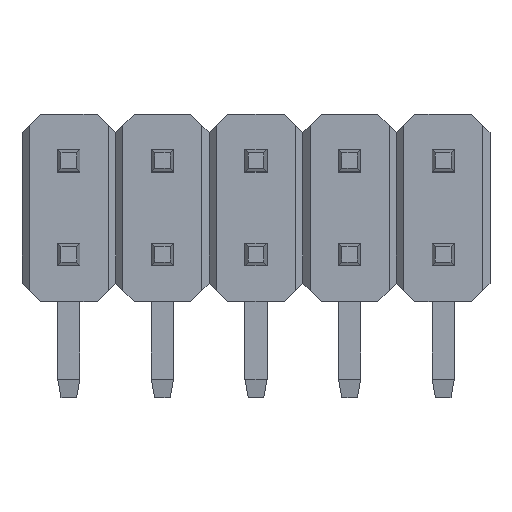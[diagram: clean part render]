
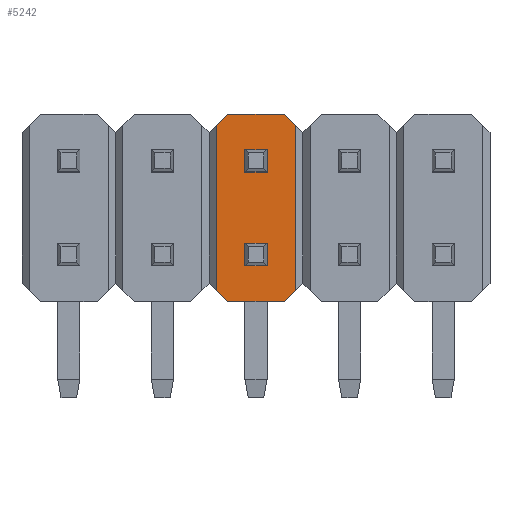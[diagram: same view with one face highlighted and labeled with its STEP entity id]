
A CAD part, top view. The second image highlights one B-rep face of the part: STEP entity #5242.
In plain terms, the highlighted planar face has unit normal (0, 0, 1).
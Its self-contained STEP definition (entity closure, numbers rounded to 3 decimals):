
#5174 = ORIENTED_EDGE ( 'NONE', *, *, #5316, .F. ) ;
#5175 = EDGE_LOOP ( 'NONE', ( #5317, #5321, #5324, #5327, #5344, #5256, #5259, #5262 ) ) ;
#5225 = EDGE_CURVE ( 'NONE', #5266, #5226, #9720, .T. ) ;
#5226 = VERTEX_POINT ( 'NONE', #9716 ) ;
#5227 = ORIENTED_EDGE ( 'NONE', *, *, #5228, .T. ) ;
#5228 = EDGE_CURVE ( 'NONE', #5266, #5229, #9715, .T. ) ;
#5229 = VERTEX_POINT ( 'NONE', #9711 ) ;
#5230 = ORIENTED_EDGE ( 'NONE', *, *, #5231, .F. ) ;
#5231 = EDGE_CURVE ( 'NONE', #5232, #5229, #9710, .T. ) ;
#5232 = VERTEX_POINT ( 'NONE', #9706 ) ;
#5233 = ORIENTED_EDGE ( 'NONE', *, *, #5234, .F. ) ;
#5234 = EDGE_CURVE ( 'NONE', #5226, #5232, #9770, .T. ) ;
#5242 = ADVANCED_FACE ( 'NONE', ( #9749, #9748, #9747 ), #9746, .F. ) ;
#5243 = EDGE_LOOP ( 'NONE', ( #5244, #5248, #5251, #5174 ) ) ;
#5244 = ORIENTED_EDGE ( 'NONE', *, *, #5245, .F. ) ;
#5245 = EDGE_CURVE ( 'NONE', #5246, #5247, #9744, .T. ) ;
#5246 = VERTEX_POINT ( 'NONE', #9736 ) ;
#5247 = VERTEX_POINT ( 'NONE', #9737 ) ;
#5248 = ORIENTED_EDGE ( 'NONE', *, *, #5249, .T. ) ;
#5249 = EDGE_CURVE ( 'NONE', #5246, #5250, #9801, .T. ) ;
#5250 = VERTEX_POINT ( 'NONE', #9797 ) ;
#5251 = ORIENTED_EDGE ( 'NONE', *, *, #5252, .F. ) ;
#5252 = EDGE_CURVE ( 'NONE', #5253, #5250, #9796, .T. ) ;
#5253 = VERTEX_POINT ( 'NONE', #9792 ) ;
#5254 = EDGE_CURVE ( 'NONE', #5329, #5255, #9791, .T. ) ;
#5255 = VERTEX_POINT ( 'NONE', #9787 ) ;
#5256 = ORIENTED_EDGE ( 'NONE', *, *, #5257, .T. ) ;
#5257 = EDGE_CURVE ( 'NONE', #5255, #5258, #9786, .T. ) ;
#5258 = VERTEX_POINT ( 'NONE', #9782 ) ;
#5259 = ORIENTED_EDGE ( 'NONE', *, *, #5260, .T. ) ;
#5260 = EDGE_CURVE ( 'NONE', #5258, #5261, #9781, .T. ) ;
#5261 = VERTEX_POINT ( 'NONE', #9777 ) ;
#5262 = ORIENTED_EDGE ( 'NONE', *, *, #5263, .T. ) ;
#5263 = EDGE_CURVE ( 'NONE', #5261, #5319, #9776, .T. ) ;
#5264 = EDGE_LOOP ( 'NONE', ( #5265, #5227, #5230, #5233 ) ) ;
#5265 = ORIENTED_EDGE ( 'NONE', *, *, #5225, .F. ) ;
#5266 = VERTEX_POINT ( 'NONE', #9772 ) ;
#5316 = EDGE_CURVE ( 'NONE', #5247, #5253, #9884, .T. ) ;
#5317 = ORIENTED_EDGE ( 'NONE', *, *, #5318, .T. ) ;
#5318 = EDGE_CURVE ( 'NONE', #5319, #5320, #9880, .T. ) ;
#5319 = VERTEX_POINT ( 'NONE', #9876 ) ;
#5320 = VERTEX_POINT ( 'NONE', #9875 ) ;
#5321 = ORIENTED_EDGE ( 'NONE', *, *, #5322, .T. ) ;
#5322 = EDGE_CURVE ( 'NONE', #5320, #5323, #9874, .T. ) ;
#5323 = VERTEX_POINT ( 'NONE', #9870 ) ;
#5324 = ORIENTED_EDGE ( 'NONE', *, *, #5325, .T. ) ;
#5325 = EDGE_CURVE ( 'NONE', #5323, #5326, #9869, .T. ) ;
#5326 = VERTEX_POINT ( 'NONE', #9865 ) ;
#5327 = ORIENTED_EDGE ( 'NONE', *, *, #5328, .T. ) ;
#5328 = EDGE_CURVE ( 'NONE', #5326, #5329, #9925, .T. ) ;
#5329 = VERTEX_POINT ( 'NONE', #9921 ) ;
#5344 = ORIENTED_EDGE ( 'NONE', *, *, #5254, .T. ) ;
#9706 = CARTESIAN_POINT ( 'NONE',  ( -5.38, 0.97, 6.54 ) ) ;
#9707 = DIRECTION ( 'NONE',  ( 1., 0., 0. ) ) ;
#9708 = VECTOR ( 'NONE', #9707, 1000. ) ;
#9709 = CARTESIAN_POINT ( 'NONE',  ( -3.81, 0.97, 6.54 ) ) ;
#9710 = LINE ( 'NONE', #9709, #9708 ) ;
#9711 = CARTESIAN_POINT ( 'NONE',  ( -4.78, 0.97, 6.54 ) ) ;
#9712 = DIRECTION ( 'NONE',  ( 0., -1., 0. ) ) ;
#9713 = VECTOR ( 'NONE', #9712, 1000. ) ;
#9714 = CARTESIAN_POINT ( 'NONE',  ( -4.78, 5.08, 6.54 ) ) ;
#9715 = LINE ( 'NONE', #9714, #9713 ) ;
#9716 = CARTESIAN_POINT ( 'NONE',  ( -5.38, 1.57, 6.54 ) ) ;
#9717 = DIRECTION ( 'NONE',  ( -1., 0., 0. ) ) ;
#9718 = VECTOR ( 'NONE', #9717, 1000. ) ;
#9719 = CARTESIAN_POINT ( 'NONE',  ( -3.81, 1.57, 6.54 ) ) ;
#9720 = LINE ( 'NONE', #9719, #9718 ) ;
#9736 = CARTESIAN_POINT ( 'NONE',  ( -4.78, 4.11, 6.54 ) ) ;
#9737 = CARTESIAN_POINT ( 'NONE',  ( -5.38, 4.11, 6.54 ) ) ;
#9738 = DIRECTION ( 'NONE',  ( -1., 0., 0. ) ) ;
#9739 = VECTOR ( 'NONE', #9738, 1000. ) ;
#9740 = CARTESIAN_POINT ( 'NONE',  ( -3.81, 4.11, 6.54 ) ) ;
#9741 = DIRECTION ( 'NONE',  ( -1., 0., 0. ) ) ;
#9742 = DIRECTION ( 'NONE',  ( 0., 0., -1. ) ) ;
#9743 = CARTESIAN_POINT ( 'NONE',  ( -3.81, 5.08, 6.54 ) ) ;
#9744 = LINE ( 'NONE', #9740, #9739 ) ;
#9745 = AXIS2_PLACEMENT_3D ( 'NONE', #9743, #9742, #9741 ) ;
#9746 = PLANE ( 'NONE',  #9745 ) ;
#9747 = FACE_BOUND ( 'NONE', #5264, .T. ) ;
#9748 = FACE_OUTER_BOUND ( 'NONE', #5175, .T. ) ;
#9749 = FACE_BOUND ( 'NONE', #5243, .T. ) ;
#9767 = DIRECTION ( 'NONE',  ( 0., -1., 0. ) ) ;
#9768 = VECTOR ( 'NONE', #9767, 1000. ) ;
#9769 = CARTESIAN_POINT ( 'NONE',  ( -5.38, 5.08, 6.54 ) ) ;
#9770 = LINE ( 'NONE', #9769, #9768 ) ;
#9772 = CARTESIAN_POINT ( 'NONE',  ( -4.78, 1.57, 6.54 ) ) ;
#9773 = DIRECTION ( 'NONE',  ( -1., 0., 0. ) ) ;
#9774 = VECTOR ( 'NONE', #9773, 1000. ) ;
#9775 = CARTESIAN_POINT ( 'NONE',  ( -5.85, 5.08, 6.54 ) ) ;
#9776 = LINE ( 'NONE', #9775, #9774 ) ;
#9777 = CARTESIAN_POINT ( 'NONE',  ( -4.31, 5.08, 6.54 ) ) ;
#9778 = DIRECTION ( 'NONE',  ( -0.707, 0.707, 0. ) ) ;
#9779 = VECTOR ( 'NONE', #9778, 1000. ) ;
#9780 = CARTESIAN_POINT ( 'NONE',  ( -4.31, 5.08, 6.54 ) ) ;
#9781 = LINE ( 'NONE', #9780, #9779 ) ;
#9782 = CARTESIAN_POINT ( 'NONE',  ( -4.01, 4.78, 6.54 ) ) ;
#9783 = DIRECTION ( 'NONE',  ( 0., 1., 0. ) ) ;
#9784 = VECTOR ( 'NONE', #9783, 1000. ) ;
#9785 = CARTESIAN_POINT ( 'NONE',  ( -4.01, 5.08, 6.54 ) ) ;
#9786 = LINE ( 'NONE', #9785, #9784 ) ;
#9787 = CARTESIAN_POINT ( 'NONE',  ( -4.01, 0.3, 6.54 ) ) ;
#9788 = DIRECTION ( 'NONE',  ( 0.707, 0.707, 0. ) ) ;
#9789 = VECTOR ( 'NONE', #9788, 1000. ) ;
#9790 = CARTESIAN_POINT ( 'NONE',  ( -4.31, 0., 6.54 ) ) ;
#9791 = LINE ( 'NONE', #9790, #9789 ) ;
#9792 = CARTESIAN_POINT ( 'NONE',  ( -5.38, 3.51, 6.54 ) ) ;
#9793 = DIRECTION ( 'NONE',  ( 1., 0., 0. ) ) ;
#9794 = VECTOR ( 'NONE', #9793, 1000. ) ;
#9795 = CARTESIAN_POINT ( 'NONE',  ( -3.81, 3.51, 6.54 ) ) ;
#9796 = LINE ( 'NONE', #9795, #9794 ) ;
#9797 = CARTESIAN_POINT ( 'NONE',  ( -4.78, 3.51, 6.54 ) ) ;
#9798 = DIRECTION ( 'NONE',  ( 0., -1., 0. ) ) ;
#9799 = VECTOR ( 'NONE', #9798, 1000. ) ;
#9800 = CARTESIAN_POINT ( 'NONE',  ( -4.78, 5.08, 6.54 ) ) ;
#9801 = LINE ( 'NONE', #9800, #9799 ) ;
#9865 = CARTESIAN_POINT ( 'NONE',  ( -5.85, 0., 6.54 ) ) ;
#9866 = DIRECTION ( 'NONE',  ( 0.707, -0.707, 0. ) ) ;
#9867 = VECTOR ( 'NONE', #9866, 1000. ) ;
#9868 = CARTESIAN_POINT ( 'NONE',  ( -6.35, 0.5, 6.54 ) ) ;
#9869 = LINE ( 'NONE', #9868, #9867 ) ;
#9870 = CARTESIAN_POINT ( 'NONE',  ( -6.15, 0.3, 6.54 ) ) ;
#9871 = DIRECTION ( 'NONE',  ( 0., -1., 0. ) ) ;
#9872 = VECTOR ( 'NONE', #9871, 1000. ) ;
#9873 = CARTESIAN_POINT ( 'NONE',  ( -6.15, 5.08, 6.54 ) ) ;
#9874 = LINE ( 'NONE', #9873, #9872 ) ;
#9875 = CARTESIAN_POINT ( 'NONE',  ( -6.15, 4.78, 6.54 ) ) ;
#9876 = CARTESIAN_POINT ( 'NONE',  ( -5.85, 5.08, 6.54 ) ) ;
#9877 = DIRECTION ( 'NONE',  ( -0.707, -0.707, 0. ) ) ;
#9878 = VECTOR ( 'NONE', #9877, 1000. ) ;
#9879 = CARTESIAN_POINT ( 'NONE',  ( -6.35, 4.58, 6.54 ) ) ;
#9880 = LINE ( 'NONE', #9879, #9878 ) ;
#9881 = DIRECTION ( 'NONE',  ( 0., -1., 0. ) ) ;
#9882 = VECTOR ( 'NONE', #9881, 1000. ) ;
#9883 = CARTESIAN_POINT ( 'NONE',  ( -5.38, 5.08, 6.54 ) ) ;
#9884 = LINE ( 'NONE', #9883, #9882 ) ;
#9921 = CARTESIAN_POINT ( 'NONE',  ( -4.31, 0., 6.54 ) ) ;
#9922 = DIRECTION ( 'NONE',  ( 1., 0., 0. ) ) ;
#9923 = VECTOR ( 'NONE', #9922, 1000. ) ;
#9924 = CARTESIAN_POINT ( 'NONE',  ( -5.85, 0., 6.54 ) ) ;
#9925 = LINE ( 'NONE', #9924, #9923 ) ;
